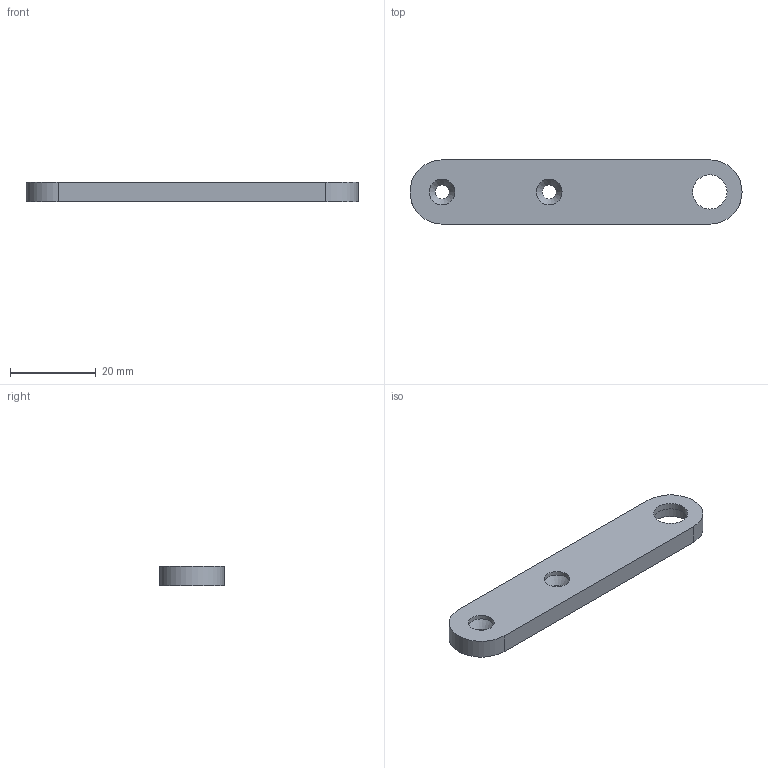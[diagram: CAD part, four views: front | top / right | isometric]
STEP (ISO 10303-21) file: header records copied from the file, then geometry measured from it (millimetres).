
FILE_DESCRIPTION(/* description */ (''),/* implementation_level */ '2;1');
FILE_NAME(/* name */ 'proximal_link.step',/* time_stamp */ '2024-03-18T13:23:31+09:00',/* author */ (''),/* organization */ (''),/* preprocessor_version */ 'ST-DEVELOPER v20',/* originating_system */ 'Autodesk Translation Framework v12.20.1.177',/* authorisation */ '');
FILE_SCHEMA (('AUTOMOTIVE_DESIGN { 1 0 10303 214 3 1 1 }'));
Length unit declared in the file: millimetre
Products named in the file (1): new proximal_link
Bounding box: 77.5 x 15 x 4.5 mm (x, y, z)
Volume: 4536.6 mm3; surface area: 3102.9 mm2
Topology: 1 solids, 1 shells, 15 faces, 34 edges, 22 vertices
Faces by surface type: cylinder 8, plane 5, cone 2
Full cylindrical faces by diameter (mm): 3.3 x2, 6 x2, 8 x1, 10.3 x1
Entity records: 475 total; most frequent: DIRECTION 84, CARTESIAN_POINT 72, ORIENTED_EDGE 68, EDGE_CURVE 34, AXIS2_PLACEMENT_3D 34, EDGE_LOOP 22, VERTEX_POINT 22, CIRCLE 18
